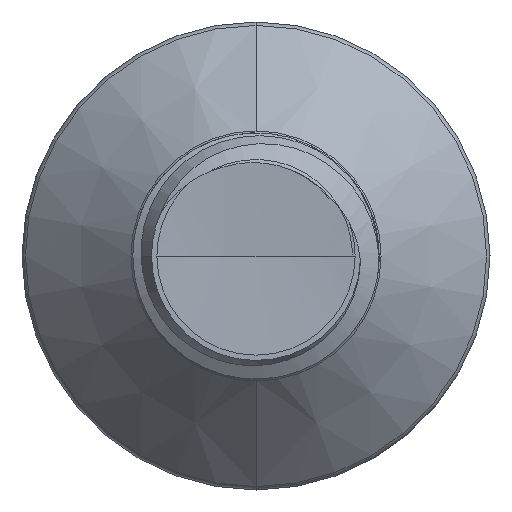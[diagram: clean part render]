
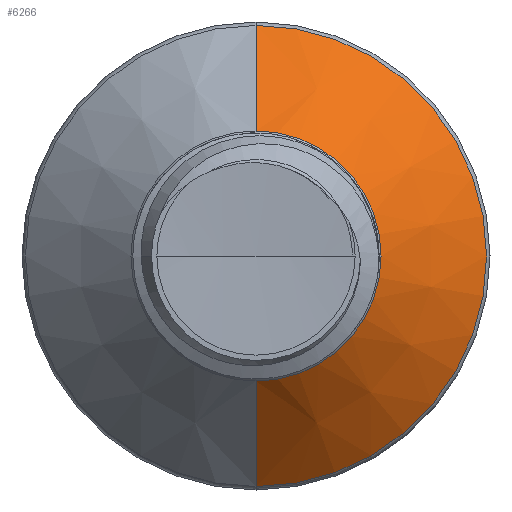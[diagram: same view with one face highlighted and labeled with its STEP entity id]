
A CAD part, front view. The second image highlights one B-rep face of the part: STEP entity #6266.
In plain terms, the highlighted conical face has half-angle 45 degrees and reference radius 1.016 mm.
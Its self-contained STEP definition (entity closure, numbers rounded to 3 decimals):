
#66 = ORIENTED_EDGE ( 'NONE', *, *, #1536, .T. ) ;
#205 = CIRCLE ( 'NONE', #12197, 1.016 ) ;
#1097 = ORIENTED_EDGE ( 'NONE', *, *, #12960, .F. ) ;
#1536 = EDGE_CURVE ( 'NONE', #9972, #12208, #5193, .T. ) ;
#1738 = ORIENTED_EDGE ( 'NONE', *, *, #6004, .F. ) ;
#2276 = VECTOR ( 'NONE', #11420, 1000. ) ;
#2636 = FACE_OUTER_BOUND ( 'NONE', #4917, .T. ) ;
#3750 = CARTESIAN_POINT ( 'NONE',  ( 0., 4.345, -1.872 ) ) ;
#4412 = DIRECTION ( 'NONE',  ( 0., 0., 1. ) ) ;
#4426 = DIRECTION ( 'NONE',  ( 0., 1., 0. ) ) ;
#4432 = CARTESIAN_POINT ( 'NONE',  ( 0., 3.489, 0. ) ) ;
#4445 = CARTESIAN_POINT ( 'NONE',  ( 0., 3.489, 1.016 ) ) ;
#4501 = DIRECTION ( 'NONE',  ( 0., 0.707, 0.707 ) ) ;
#4621 = DIRECTION ( 'NONE',  ( 0., 1., 0. ) ) ;
#4639 = AXIS2_PLACEMENT_3D ( 'NONE', #5642, #4678, #4712 ) ;
#4678 = DIRECTION ( 'NONE',  ( 0., 1., 0. ) ) ;
#4712 = DIRECTION ( 'NONE',  ( 0., 0., 1. ) ) ;
#4917 = EDGE_LOOP ( 'NONE', ( #13345, #66, #1097, #1738 ) ) ;
#4954 = CARTESIAN_POINT ( 'NONE',  ( 0., 3.489, -1.016 ) ) ;
#5164 = CONICAL_SURFACE ( 'NONE', #4639, 1.016, 0.785 ) ;
#5193 = LINE ( 'NONE', #15580, #2276 ) ;
#5642 = CARTESIAN_POINT ( 'NONE',  ( 0., 3.489, 0. ) ) ;
#5986 = EDGE_CURVE ( 'NONE', #12966, #9972, #205, .T. ) ;
#6004 = EDGE_CURVE ( 'NONE', #12966, #7120, #6676, .T. ) ;
#6266 = ADVANCED_FACE ( 'NONE', ( #2636 ), #5164, .T. ) ;
#6294 = VECTOR ( 'NONE', #4501, 1000. ) ;
#6676 = LINE ( 'NONE', #4445, #6294 ) ;
#7120 = VERTEX_POINT ( 'NONE', #13135 ) ;
#9422 = CARTESIAN_POINT ( 'NONE',  ( 0., 3.489, 1.016 ) ) ;
#9972 = VERTEX_POINT ( 'NONE', #4954 ) ;
#10889 = AXIS2_PLACEMENT_3D ( 'NONE', #11846, #4621, #13067 ) ;
#11173 = CIRCLE ( 'NONE', #10889, 1.872 ) ;
#11420 = DIRECTION ( 'NONE',  ( 0., 0.707, -0.707 ) ) ;
#11846 = CARTESIAN_POINT ( 'NONE',  ( 0., 4.345, 0. ) ) ;
#12197 = AXIS2_PLACEMENT_3D ( 'NONE', #4432, #4426, #4412 ) ;
#12208 = VERTEX_POINT ( 'NONE', #3750 ) ;
#12960 = EDGE_CURVE ( 'NONE', #7120, #12208, #11173, .T. ) ;
#12966 = VERTEX_POINT ( 'NONE', #9422 ) ;
#13067 = DIRECTION ( 'NONE',  ( 0., 0., 1. ) ) ;
#13135 = CARTESIAN_POINT ( 'NONE',  ( 0., 4.345, 1.872 ) ) ;
#13345 = ORIENTED_EDGE ( 'NONE', *, *, #5986, .T. ) ;
#15580 = CARTESIAN_POINT ( 'NONE',  ( 0., 3.489, -1.016 ) ) ;
